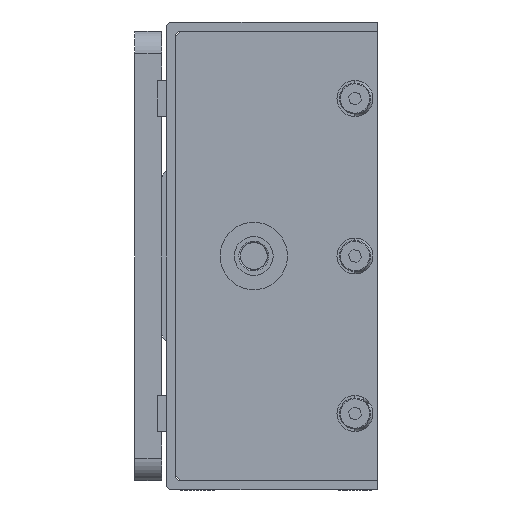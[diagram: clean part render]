
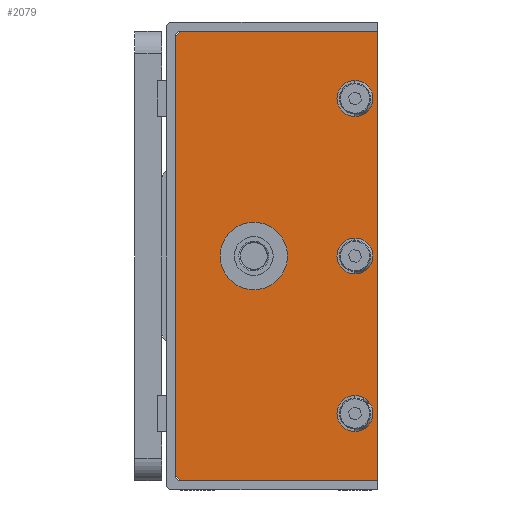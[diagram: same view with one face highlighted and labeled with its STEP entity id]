
A CAD part, left-side view. The second image highlights one B-rep face of the part: STEP entity #2079.
In plain terms, the highlighted planar face has unit normal (-1, 0, 0).
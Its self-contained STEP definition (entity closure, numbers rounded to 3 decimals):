
#64 = CIRCLE ( 'NONE', #12458, 4. ) ;
#581 = CIRCLE ( 'NONE', #17219, 7.5 ) ;
#688 = CARTESIAN_POINT ( 'NONE',  ( -121., 0., 50. ) ) ;
#1078 = VERTEX_POINT ( 'NONE', #11745 ) ;
#1324 = ORIENTED_EDGE ( 'NONE', *, *, #19635, .F. ) ;
#2079 = ADVANCED_FACE ( 'NONE', ( #2094, #23150, #8532, #9361, #29618 ), #16335, .F. ) ;
#2094 = FACE_BOUND ( 'NONE', #16642, .T. ) ;
#2239 = DIRECTION ( 'NONE',  ( 0., 0., 1. ) ) ;
#2403 = DIRECTION ( 'NONE',  ( 0., -1., 0. ) ) ;
#3091 = EDGE_CURVE ( 'NONE', #12314, #24808, #26439, .T. ) ;
#3348 = AXIS2_PLACEMENT_3D ( 'NONE', #29626, #13123, #32418 ) ;
#3654 = LINE ( 'NONE', #18828, #14790 ) ;
#3967 = AXIS2_PLACEMENT_3D ( 'NONE', #12485, #31792, #15287 ) ;
#4007 = EDGE_LOOP ( 'NONE', ( #19034, #9685, #35518, #4444, #28112, #8325 ) ) ;
#4444 = ORIENTED_EDGE ( 'NONE', *, *, #31857, .F. ) ;
#4450 = CARTESIAN_POINT ( 'NONE',  ( -121., 5., 31. ) ) ;
#4466 = VERTEX_POINT ( 'NONE', #18885 ) ;
#5096 = EDGE_CURVE ( 'NONE', #13705, #33918, #64, .T. ) ;
#5411 = ORIENTED_EDGE ( 'NONE', *, *, #6772, .F. ) ;
#5706 = EDGE_LOOP ( 'NONE', ( #26461, #35227 ) ) ;
#6487 = DIRECTION ( 'NONE',  ( 1., 0., 0. ) ) ;
#6772 = EDGE_CURVE ( 'NONE', #1078, #21398, #20859, .T. ) ;
#7133 = VERTEX_POINT ( 'NONE', #24055 ) ;
#7674 = EDGE_CURVE ( 'NONE', #20201, #26677, #3654, .T. ) ;
#7944 = EDGE_CURVE ( 'NONE', #27635, #11660, #581, .T. ) ;
#8031 = EDGE_LOOP ( 'NONE', ( #1324, #26982 ) ) ;
#8080 = CIRCLE ( 'NONE', #12037, 2. ) ;
#8259 = CARTESIAN_POINT ( 'NONE',  ( -121., 5., 35. ) ) ;
#8325 = ORIENTED_EDGE ( 'NONE', *, *, #26773, .T. ) ;
#8395 = VERTEX_POINT ( 'NONE', #17287 ) ;
#8465 = AXIS2_PLACEMENT_3D ( 'NONE', #11467, #30723, #14214 ) ;
#8532 = FACE_BOUND ( 'NONE', #31231, .T. ) ;
#8839 = CIRCLE ( 'NONE', #23723, 2. ) ;
#8877 = CARTESIAN_POINT ( 'NONE',  ( -121., 5., 35. ) ) ;
#9361 = FACE_BOUND ( 'NONE', #5706, .T. ) ;
#9685 = ORIENTED_EDGE ( 'NONE', *, *, #20398, .T. ) ;
#10457 = CARTESIAN_POINT ( 'NONE',  ( -121., 45., 50. ) ) ;
#10593 = DIRECTION ( 'NONE',  ( 0., -1., 0. ) ) ;
#10877 = CARTESIAN_POINT ( 'NONE',  ( -121., 43., 48. ) ) ;
#10904 = CIRCLE ( 'NONE', #18186, 4. ) ;
#11011 = DIRECTION ( 'NONE',  ( 0., 0., 1. ) ) ;
#11090 = CARTESIAN_POINT ( 'NONE',  ( -121., 43., -50. ) ) ;
#11467 = CARTESIAN_POINT ( 'NONE',  ( -121., 5., 0. ) ) ;
#11657 = DIRECTION ( 'NONE',  ( 0., 0., 1. ) ) ;
#11660 = VERTEX_POINT ( 'NONE', #14248 ) ;
#11745 = CARTESIAN_POINT ( 'NONE',  ( -121., 5., 4. ) ) ;
#11850 = ORIENTED_EDGE ( 'NONE', *, *, #32664, .F. ) ;
#12037 = AXIS2_PLACEMENT_3D ( 'NONE', #10877, #30115, #13609 ) ;
#12314 = VERTEX_POINT ( 'NONE', #25764 ) ;
#12383 = CARTESIAN_POINT ( 'NONE',  ( -121., 5., 39. ) ) ;
#12458 = AXIS2_PLACEMENT_3D ( 'NONE', #8877, #28118, #11657 ) ;
#12485 = CARTESIAN_POINT ( 'NONE',  ( -121., 5., -35. ) ) ;
#13123 = DIRECTION ( 'NONE',  ( 1., 0., 0. ) ) ;
#13609 = DIRECTION ( 'NONE',  ( 0., 1., 0. ) ) ;
#13705 = VERTEX_POINT ( 'NONE', #4450 ) ;
#14154 = CARTESIAN_POINT ( 'NONE',  ( -121., 5., 0. ) ) ;
#14214 = DIRECTION ( 'NONE',  ( 0., 0., 1. ) ) ;
#14248 = CARTESIAN_POINT ( 'NONE',  ( -121., 35., 0. ) ) ;
#14560 = LINE ( 'NONE', #29273, #21864 ) ;
#14783 = DIRECTION ( 'NONE',  ( -1., 0., 0. ) ) ;
#14790 = VECTOR ( 'NONE', #2403, 1000. ) ;
#15067 = AXIS2_PLACEMENT_3D ( 'NONE', #33083, #6487, #28971 ) ;
#15287 = DIRECTION ( 'NONE',  ( 0., 0., 1. ) ) ;
#15304 = DIRECTION ( 'NONE',  ( 1., 0., 0. ) ) ;
#15562 = DIRECTION ( 'NONE',  ( 0., 0., -1. ) ) ;
#15628 = ORIENTED_EDGE ( 'NONE', *, *, #18209, .F. ) ;
#16335 = PLANE ( 'NONE',  #15067 ) ;
#16507 = CARTESIAN_POINT ( 'NONE',  ( -121., 5., -4. ) ) ;
#16548 = AXIS2_PLACEMENT_3D ( 'NONE', #8259, #27453, #11011 ) ;
#16642 = EDGE_LOOP ( 'NONE', ( #15628, #26232 ) ) ;
#16930 = DIRECTION ( 'NONE',  ( 0., 0., 1. ) ) ;
#17219 = AXIS2_PLACEMENT_3D ( 'NONE', #31811, #15304, #34562 ) ;
#17287 = CARTESIAN_POINT ( 'NONE',  ( -121., 5., -31. ) ) ;
#18082 = CIRCLE ( 'NONE', #3348, 7.5 ) ;
#18186 = AXIS2_PLACEMENT_3D ( 'NONE', #14154, #33445, #16930 ) ;
#18209 = EDGE_CURVE ( 'NONE', #33918, #13705, #25205, .T. ) ;
#18657 = DIRECTION ( 'NONE',  ( -1., 0., 0. ) ) ;
#18828 = CARTESIAN_POINT ( 'NONE',  ( -121., 45., -50. ) ) ;
#18885 = CARTESIAN_POINT ( 'NONE',  ( -121., 45., -48. ) ) ;
#18891 = EDGE_CURVE ( 'NONE', #23953, #8395, #28961, .T. ) ;
#18958 = CIRCLE ( 'NONE', #19712, 4. ) ;
#19034 = ORIENTED_EDGE ( 'NONE', *, *, #32506, .T. ) ;
#19635 = EDGE_CURVE ( 'NONE', #8395, #23953, #18958, .T. ) ;
#19712 = AXIS2_PLACEMENT_3D ( 'NONE', #35225, #18657, #2239 ) ;
#20201 = VERTEX_POINT ( 'NONE', #11090 ) ;
#20398 = EDGE_CURVE ( 'NONE', #4466, #20201, #8839, .T. ) ;
#20859 = CIRCLE ( 'NONE', #8465, 4. ) ;
#21398 = VERTEX_POINT ( 'NONE', #16507 ) ;
#21864 = VECTOR ( 'NONE', #15562, 1000. ) ;
#22142 = EDGE_CURVE ( 'NONE', #11660, #27635, #18082, .T. ) ;
#23150 = FACE_BOUND ( 'NONE', #8031, .T. ) ;
#23287 = CARTESIAN_POINT ( 'NONE',  ( -121., 20., 0. ) ) ;
#23723 = AXIS2_PLACEMENT_3D ( 'NONE', #31297, #14783, #34069 ) ;
#23953 = VERTEX_POINT ( 'NONE', #27416 ) ;
#24055 = CARTESIAN_POINT ( 'NONE',  ( -121., 45., 48. ) ) ;
#24155 = CARTESIAN_POINT ( 'NONE',  ( -121., 45., 50. ) ) ;
#24696 = LINE ( 'NONE', #24155, #30291 ) ;
#24808 = VERTEX_POINT ( 'NONE', #688 ) ;
#25205 = CIRCLE ( 'NONE', #16548, 4. ) ;
#25764 = CARTESIAN_POINT ( 'NONE',  ( -121., 43., 50. ) ) ;
#26232 = ORIENTED_EDGE ( 'NONE', *, *, #5096, .F. ) ;
#26439 = LINE ( 'NONE', #10457, #32909 ) ;
#26461 = ORIENTED_EDGE ( 'NONE', *, *, #22142, .T. ) ;
#26677 = VERTEX_POINT ( 'NONE', #26865 ) ;
#26773 = EDGE_CURVE ( 'NONE', #12314, #7133, #8080, .T. ) ;
#26865 = CARTESIAN_POINT ( 'NONE',  ( -121., 0., -50. ) ) ;
#26982 = ORIENTED_EDGE ( 'NONE', *, *, #18891, .F. ) ;
#27416 = CARTESIAN_POINT ( 'NONE',  ( -121., 5., -39. ) ) ;
#27453 = DIRECTION ( 'NONE',  ( -1., 0., 0. ) ) ;
#27635 = VERTEX_POINT ( 'NONE', #23287 ) ;
#28112 = ORIENTED_EDGE ( 'NONE', *, *, #3091, .F. ) ;
#28118 = DIRECTION ( 'NONE',  ( -1., 0., 0. ) ) ;
#28961 = CIRCLE ( 'NONE', #3967, 4. ) ;
#28971 = DIRECTION ( 'NONE',  ( 0., 1., 0. ) ) ;
#29273 = CARTESIAN_POINT ( 'NONE',  ( -121., 0., 50. ) ) ;
#29618 = FACE_OUTER_BOUND ( 'NONE', #4007, .T. ) ;
#29626 = CARTESIAN_POINT ( 'NONE',  ( -121., 27.5, 0. ) ) ;
#30115 = DIRECTION ( 'NONE',  ( -1., 0., 0. ) ) ;
#30291 = VECTOR ( 'NONE', #35166, 1000. ) ;
#30723 = DIRECTION ( 'NONE',  ( -1., 0., 0. ) ) ;
#31231 = EDGE_LOOP ( 'NONE', ( #5411, #11850 ) ) ;
#31297 = CARTESIAN_POINT ( 'NONE',  ( -121., 43., -48. ) ) ;
#31792 = DIRECTION ( 'NONE',  ( -1., 0., 0. ) ) ;
#31811 = CARTESIAN_POINT ( 'NONE',  ( -121., 27.5, 0. ) ) ;
#31857 = EDGE_CURVE ( 'NONE', #24808, #26677, #14560, .T. ) ;
#32418 = DIRECTION ( 'NONE',  ( 0., 1., 0. ) ) ;
#32506 = EDGE_CURVE ( 'NONE', #7133, #4466, #24696, .T. ) ;
#32664 = EDGE_CURVE ( 'NONE', #21398, #1078, #10904, .T. ) ;
#32909 = VECTOR ( 'NONE', #10593, 1000. ) ;
#33083 = CARTESIAN_POINT ( 'NONE',  ( -121., 45., 50. ) ) ;
#33445 = DIRECTION ( 'NONE',  ( -1., 0., 0. ) ) ;
#33918 = VERTEX_POINT ( 'NONE', #12383 ) ;
#34069 = DIRECTION ( 'NONE',  ( 0., 1., 0. ) ) ;
#34562 = DIRECTION ( 'NONE',  ( 0., 1., 0. ) ) ;
#35166 = DIRECTION ( 'NONE',  ( 0., 0., -1. ) ) ;
#35225 = CARTESIAN_POINT ( 'NONE',  ( -121., 5., -35. ) ) ;
#35227 = ORIENTED_EDGE ( 'NONE', *, *, #7944, .T. ) ;
#35518 = ORIENTED_EDGE ( 'NONE', *, *, #7674, .T. ) ;
